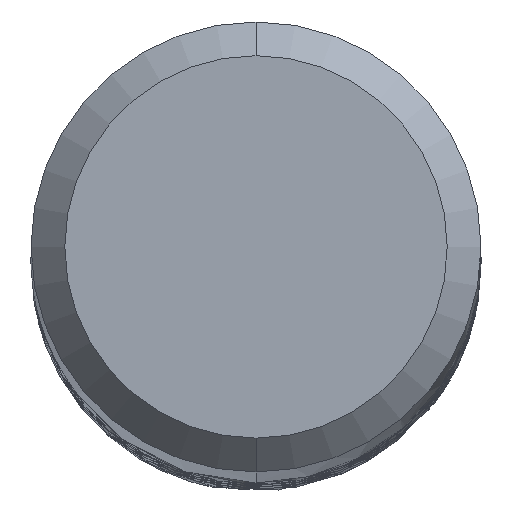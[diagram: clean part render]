
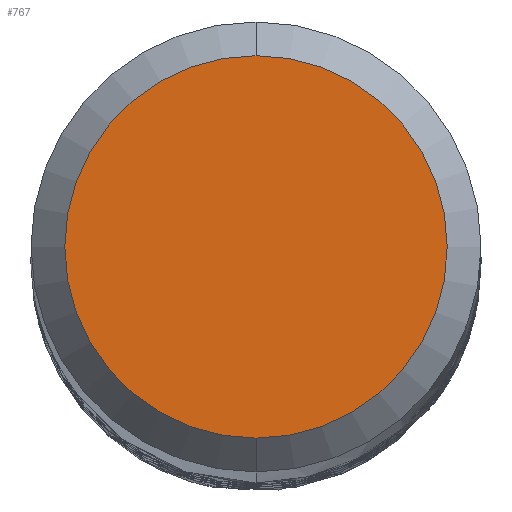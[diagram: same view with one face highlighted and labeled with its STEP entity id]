
A CAD part, top view. The second image highlights one B-rep face of the part: STEP entity #767.
In plain terms, the highlighted planar face has unit normal (0, 0, 1).
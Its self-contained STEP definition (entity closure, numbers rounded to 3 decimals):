
#473=EDGE_CURVE('',#655,#883,#1098,.T.);
#561=EDGE_CURVE('',#883,#655,#1193,.T.);
#655=VERTEX_POINT('',#1298);
#767=ADVANCED_FACE('',(#1418),#1419,.T.);
#883=VERTEX_POINT('',#1545);
#1098=CIRCLE('',#6068,1.7);
#1193=CIRCLE('',#6988,1.7);
#1298=CARTESIAN_POINT('',(0.,-1.7,0.0));
#1418=FACE_OUTER_BOUND('',#9359,.T.);
#1419=PLANE('',#9360);
#1545=CARTESIAN_POINT('',(0.0,1.7,0.0));
#6068=AXIS2_PLACEMENT_3D('',#10409,#10410,#10411);
#6988=AXIS2_PLACEMENT_3D('',#10505,#10506,#10507);
#9359=EDGE_LOOP('',(#10722,#10723));
#9360=AXIS2_PLACEMENT_3D('',#10724,#10725,#10726);
#10409=CARTESIAN_POINT('',(0.0,0.0,0.0));
#10410=DIRECTION('',(0.0,0.0,-1.0));
#10411=DIRECTION('',(0.0,1.0,0.0));
#10505=CARTESIAN_POINT('',(0.0,0.0,0.0));
#10506=DIRECTION('',(0.0,0.0,-1.0));
#10507=DIRECTION('',(0.0,1.0,0.0));
#10722=ORIENTED_EDGE('',*,*,#561,.F.);
#10723=ORIENTED_EDGE('',*,*,#473,.F.);
#10724=CARTESIAN_POINT('',(0.0,0.85,0.0));
#10725=DIRECTION('',(-0.0,0.0,1.0));
#10726=DIRECTION('',(0.0,-1.0,0.0));
